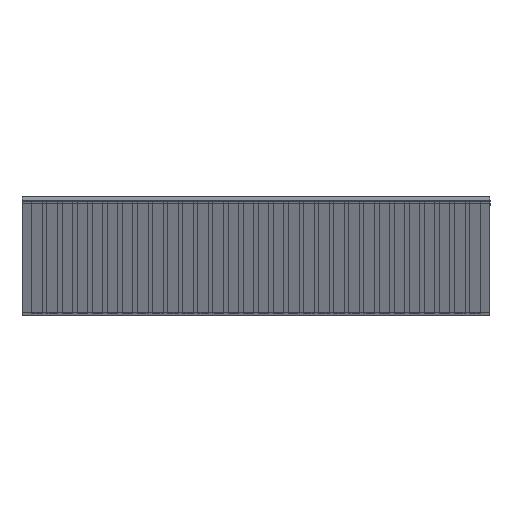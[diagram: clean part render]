
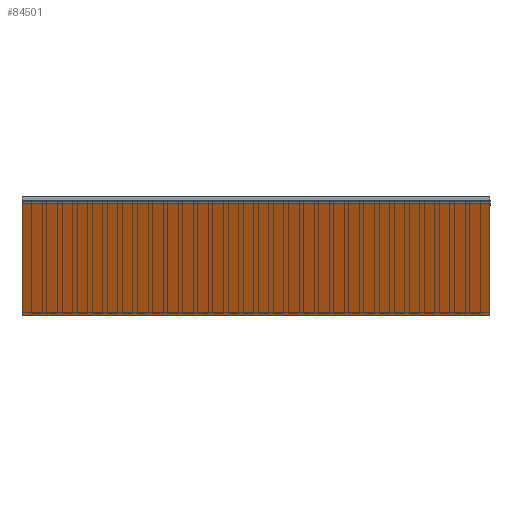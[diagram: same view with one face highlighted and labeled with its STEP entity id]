
A CAD part, left-side view. The second image highlights one B-rep face of the part: STEP entity #84501.
In plain terms, the highlighted planar face has unit normal (-0.915, 0, -0.403).
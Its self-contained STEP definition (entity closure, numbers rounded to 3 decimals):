
#24=B_SPLINE_CURVE_WITH_KNOTS('',3,(#120283,#120284,#120285,#120286),
 .UNSPECIFIED.,.F.,.F.,(4,4),(0.,1.),.UNSPECIFIED.);
#11861=ORIENTED_EDGE('',*,*,#26646,.F.);
#11862=ORIENTED_EDGE('',*,*,#26869,.F.);
#11863=ORIENTED_EDGE('',*,*,#26638,.T.);
#11864=ORIENTED_EDGE('',*,*,#26871,.T.);
#26638=EDGE_CURVE('',#32888,#32887,#41612,.T.);
#26646=EDGE_CURVE('',#32894,#32895,#41620,.T.);
#26869=EDGE_CURVE('',#32888,#32894,#24,.T.);
#26871=EDGE_CURVE('',#32887,#32895,#41844,.T.);
#32887=VERTEX_POINT('',#119793);
#32888=VERTEX_POINT('',#119795);
#32894=VERTEX_POINT('',#119809);
#32895=VERTEX_POINT('',#119811);
#41612=LINE('',#119794,#50620);
#41620=LINE('',#119810,#50628);
#41844=LINE('',#120290,#50852);
#50620=VECTOR('',#101799,1000.);
#50628=VECTOR('',#101809,1000.);
#50852=VECTOR('',#102109,1000.);
#54018=EDGE_LOOP('',(#11861,#11862,#11863,#11864));
#57066=FACE_BOUND('',#54018,.T.);
#60114=PLANE('',#87556);
#84501=ADVANCED_FACE('',(#57066),#60114,.T.);
#87556=AXIS2_PLACEMENT_3D('',#120289,#102107,#102108);
#101799=DIRECTION('',(0.403,0.,-0.915));
#101809=DIRECTION('',(0.403,0.,-0.915));
#102107=DIRECTION('',(-0.915,0.,-0.403));
#102108=DIRECTION('',(-0.403,0.,0.915));
#102109=DIRECTION('',(0.,-1.,0.));
#119793=CARTESIAN_POINT('',(38.3,31.,-7.575));
#119794=CARTESIAN_POINT('',(35.04,31.,-0.167));
#119795=CARTESIAN_POINT('',(35.04,31.,-0.167));
#119809=CARTESIAN_POINT('',(35.04,0.,-0.167));
#119810=CARTESIAN_POINT('',(35.04,0.,-0.167));
#119811=CARTESIAN_POINT('',(38.3,0.,-7.575));
#120283=CARTESIAN_POINT('',(35.04,31.,-0.167));
#120284=CARTESIAN_POINT('',(35.04,20.667,-0.167));
#120285=CARTESIAN_POINT('',(35.04,10.333,-0.167));
#120286=CARTESIAN_POINT('',(35.04,0.,-0.167));
#120289=CARTESIAN_POINT('',(35.04,31.,-0.167));
#120290=CARTESIAN_POINT('',(38.3,31.,-7.575));
